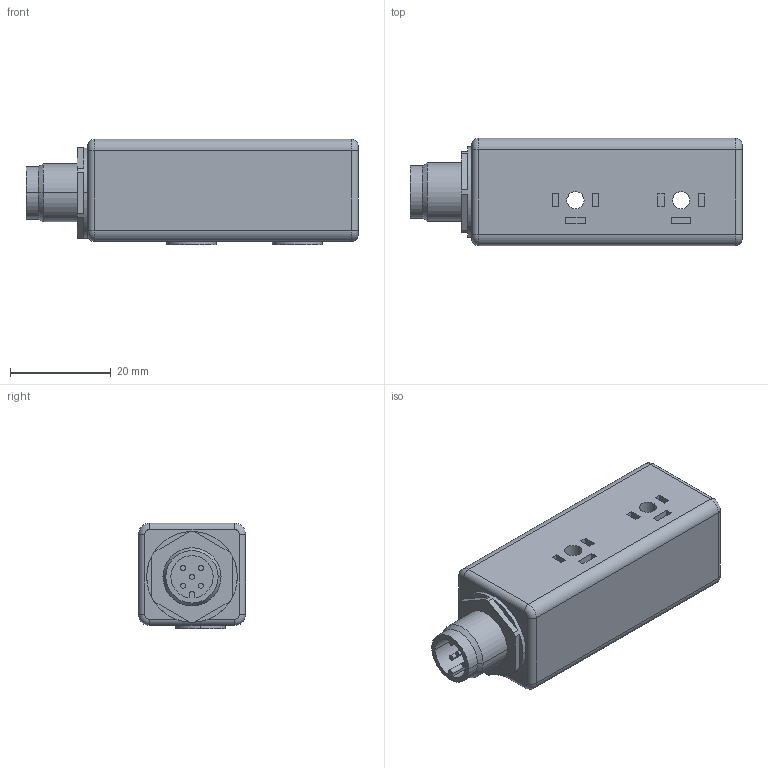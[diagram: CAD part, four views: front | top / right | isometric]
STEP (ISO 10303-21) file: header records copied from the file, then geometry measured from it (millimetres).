
FILE_DESCRIPTION (( 'STEP AP214' ), '1' );
FILE_NAME ('BVPS-2.step', '2016-07-27T15:14:19', ( '' ), ( '' ), 'SwSTEP 2.0', 'SolidWorks 2016', '' );
FILE_SCHEMA (( 'AUTOMOTIVE_DESIGN' ));
Length unit declared in the file: inch
Products named in the file (1): BVPS-2
Bounding box: 65.99 x 21.31 x 20.95 mm (x, y, z)
Volume: 23505.3 mm3; surface area: 6675.5 mm2
Topology: 1 solids, 1 shells, 117 faces, 272 edges, 174 vertices
Faces by surface type: plane 63, cylinder 44, torus 8, cone 2
Entity records: 3947 total; most frequent: DIRECTION 618, CARTESIAN_POINT 564, ORIENTED_EDGE 544, EDGE_CURVE 272, AXIS2_PLACEMENT_3D 228, VERTEX_POINT 174, VECTOR 162, LINE 162
